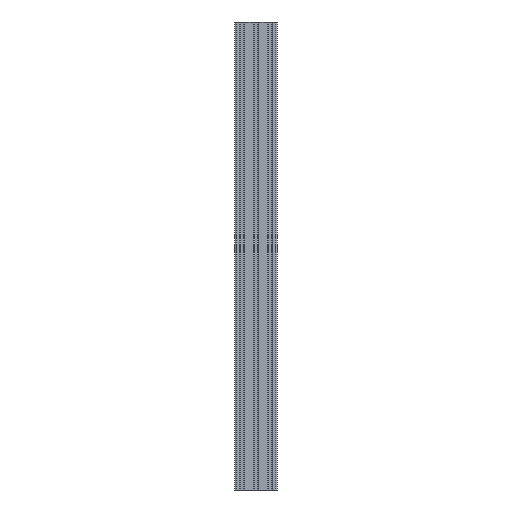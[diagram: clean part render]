
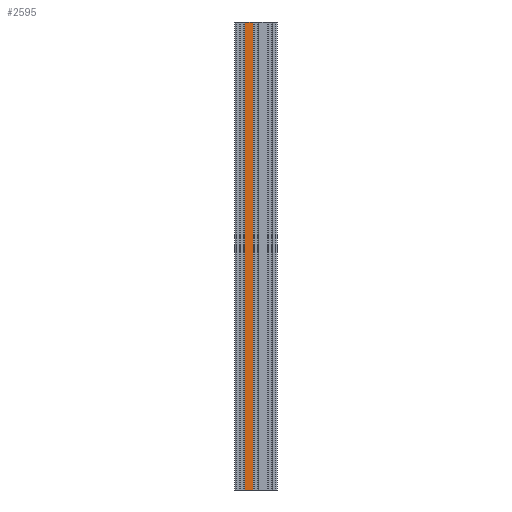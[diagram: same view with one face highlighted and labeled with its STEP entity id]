
A CAD part, left-side view. The second image highlights one B-rep face of the part: STEP entity #2595.
In plain terms, the highlighted planar face has unit normal (-1, 0, 0).
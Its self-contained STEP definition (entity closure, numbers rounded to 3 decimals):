
#257 = ORIENTED_EDGE ( 'NONE', *, *, #6488, .T. ) ;
#449 = CARTESIAN_POINT ( 'NONE',  ( -15., -24.5, 0. ) ) ;
#562 = CARTESIAN_POINT ( 'NONE',  ( -15., -24.5, 1000. ) ) ;
#1101 = LINE ( 'NONE', #7855, #2268 ) ;
#1305 = FACE_OUTER_BOUND ( 'NONE', #3883, .T. ) ;
#1952 = CARTESIAN_POINT ( 'NONE',  ( -15., -5.5, 0. ) ) ;
#2014 = ORIENTED_EDGE ( 'NONE', *, *, #3685, .F. ) ;
#2268 = VECTOR ( 'NONE', #9501, 1000. ) ;
#2273 = LINE ( 'NONE', #6001, #5605 ) ;
#2529 = VERTEX_POINT ( 'NONE', #1952 ) ;
#2595 = ADVANCED_FACE ( 'NONE', ( #1305 ), #9661, .T. ) ;
#2794 = DIRECTION ( 'NONE',  ( 0., 1., 0. ) ) ;
#2985 = DIRECTION ( 'NONE',  ( -1., 0., 0. ) ) ;
#3487 = LINE ( 'NONE', #5026, #5543 ) ;
#3492 = CARTESIAN_POINT ( 'NONE',  ( -15., 0., 1000. ) ) ;
#3685 = EDGE_CURVE ( 'NONE', #6604, #2529, #3487, .T. ) ;
#3819 = VERTEX_POINT ( 'NONE', #562 ) ;
#3878 = AXIS2_PLACEMENT_3D ( 'NONE', #6822, #2985, #6776 ) ;
#3883 = EDGE_LOOP ( 'NONE', ( #2014, #9520, #8992, #257 ) ) ;
#4881 = CARTESIAN_POINT ( 'NONE',  ( -15., -5.5, 1000. ) ) ;
#5026 = CARTESIAN_POINT ( 'NONE',  ( -15., 0., 0. ) ) ;
#5180 = LINE ( 'NONE', #3492, #5745 ) ;
#5543 = VECTOR ( 'NONE', #2794, 1000. ) ;
#5605 = VECTOR ( 'NONE', #9831, 1000. ) ;
#5745 = VECTOR ( 'NONE', #6734, 1000. ) ;
#6001 = CARTESIAN_POINT ( 'NONE',  ( -15., -24.5, 1000. ) ) ;
#6149 = EDGE_CURVE ( 'NONE', #3819, #8286, #5180, .T. ) ;
#6488 = EDGE_CURVE ( 'NONE', #8286, #2529, #1101, .T. ) ;
#6604 = VERTEX_POINT ( 'NONE', #449 ) ;
#6734 = DIRECTION ( 'NONE',  ( 0., 1., 0. ) ) ;
#6776 = DIRECTION ( 'NONE',  ( 0., -1., 0. ) ) ;
#6822 = CARTESIAN_POINT ( 'NONE',  ( -15., 0., 1000. ) ) ;
#7855 = CARTESIAN_POINT ( 'NONE',  ( -15., -5.5, 1000. ) ) ;
#8286 = VERTEX_POINT ( 'NONE', #4881 ) ;
#8992 = ORIENTED_EDGE ( 'NONE', *, *, #6149, .T. ) ;
#8994 = EDGE_CURVE ( 'NONE', #3819, #6604, #2273, .T. ) ;
#9501 = DIRECTION ( 'NONE',  ( 0., 0., -1. ) ) ;
#9520 = ORIENTED_EDGE ( 'NONE', *, *, #8994, .F. ) ;
#9661 = PLANE ( 'NONE',  #3878 ) ;
#9831 = DIRECTION ( 'NONE',  ( 0., 0., -1. ) ) ;
